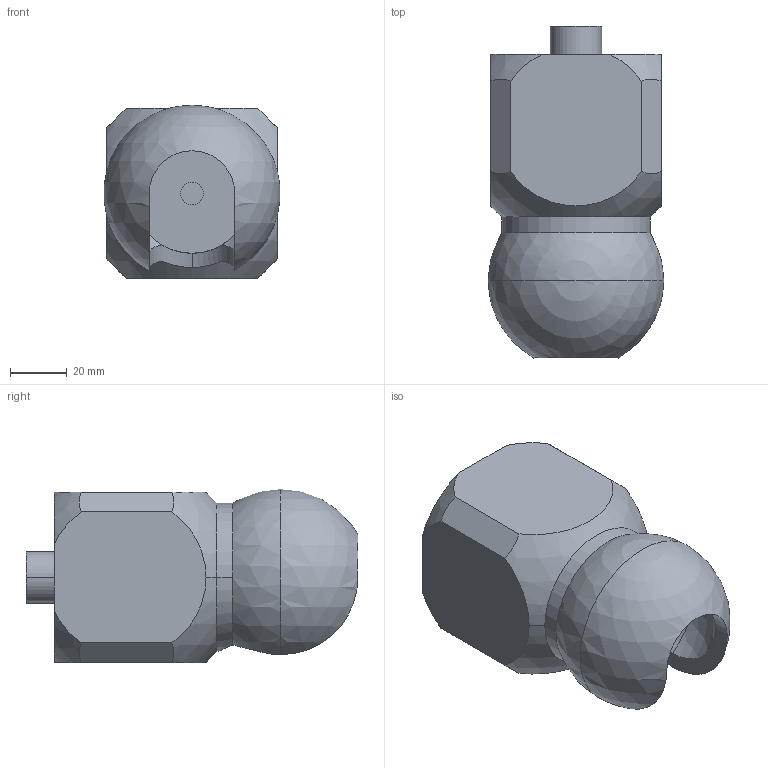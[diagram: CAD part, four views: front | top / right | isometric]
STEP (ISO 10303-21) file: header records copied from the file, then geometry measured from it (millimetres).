
FILE_DESCRIPTION(('produced by SPATIAL CORP'),'2;1');
FILE_NAME('ph9a.prt.hh.sat.stp', '2002-04-19T13:54:07+00:00',('SPATIAL CORP'),('SPATIAL CORP'), 'ACIS STEP Husk','http://www.spatial.com','SPATIAL CORP');
FILE_SCHEMA(('CONFIG_CONTROL_DESIGN'));
Length unit declared in the file: millimetre
Products named in the file (1): PRODUCT_ID_1
Bounding box: 61.82 x 116.63 x 61 mm (x, y, z)
Volume: 105965.7 mm3; surface area: 43544.8 mm2
Topology: 1 solids, 1 shells, 50 faces, 140 edges, 90 vertices
Faces by surface type: plane 22, sphere 16, cylinder 12
Entity records: 1681 total; most frequent: CARTESIAN_POINT 314, DIRECTION 290, ORIENTED_EDGE 272, EDGE_CURVE 136, AXIS2_PLACEMENT_3D 126, VERTEX_POINT 90, CIRCLE 86, EDGE_LOOP 52
